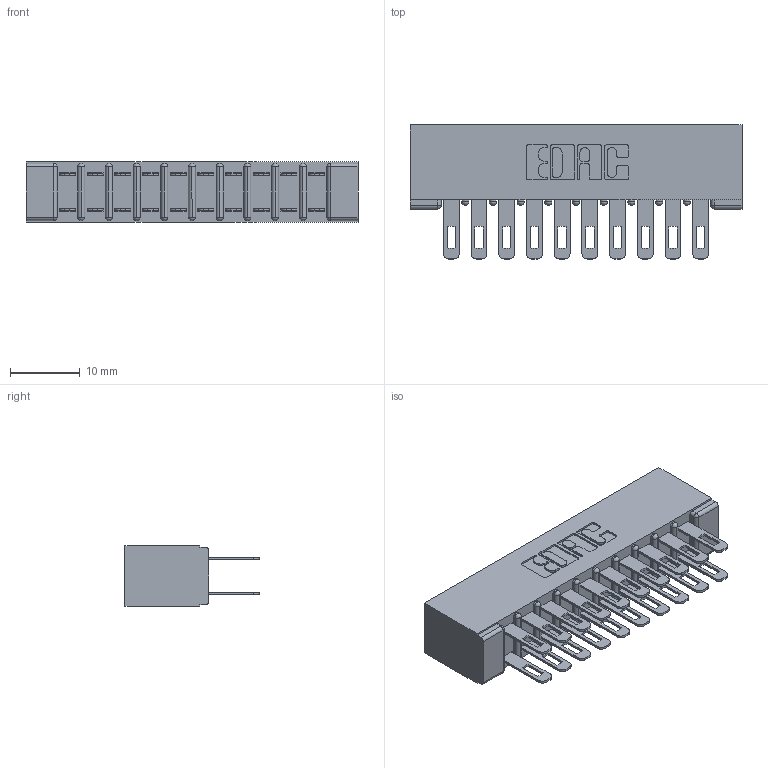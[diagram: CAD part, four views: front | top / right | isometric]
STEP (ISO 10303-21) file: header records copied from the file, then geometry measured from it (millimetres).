
FILE_DESCRIPTION (( 'STEP AP203' ), '1' );
FILE_NAME ('307-020-400-201.STEP', '2020-09-28T19:32:40', ( '' ), ( '' ), 'SwSTEP 2.0', 'SolidWorks 2020', '' );
FILE_SCHEMA (( 'CONFIG_CONTROL_DESIGN' ));
Length unit declared in the file: inch
Products named in the file (3): 307-290-001_500; 307-020-400-201; 307 Part_No Mounting Lugs
Assembly tree (21 placements, depth 2):
  307-020-400-201
    307 Part_No Mounting Lugs
    307-290-001_500  x20
Bounding box: 47.5 x 19.18 x 8.71 mm (x, y, z)
Volume: 3398.6 mm3; surface area: 6165.6 mm2
Topology: 21 solids, 21 shells, 1041 faces, 2899 edges, 1874 vertices
Faces by surface type: plane 666, cylinder 353, sphere 22
Entity records: 12534 total; most frequent: CARTESIAN_POINT 2054, ORIENTED_EDGE 2030, DIRECTION 2027, EDGE_CURVE 1015, LINE 765, VECTOR 765, VERTEX_POINT 658, AXIS2_PLACEMENT_3D 631
